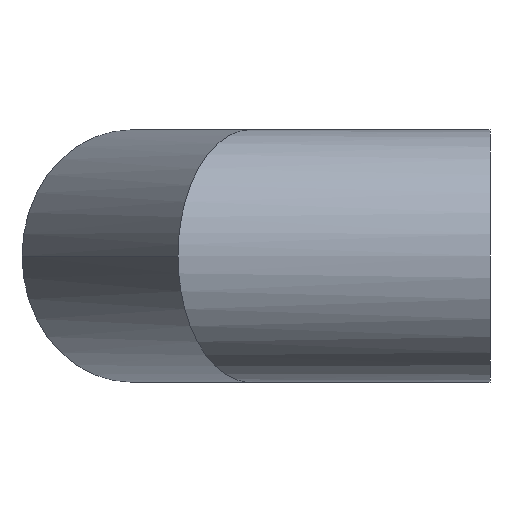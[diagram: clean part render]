
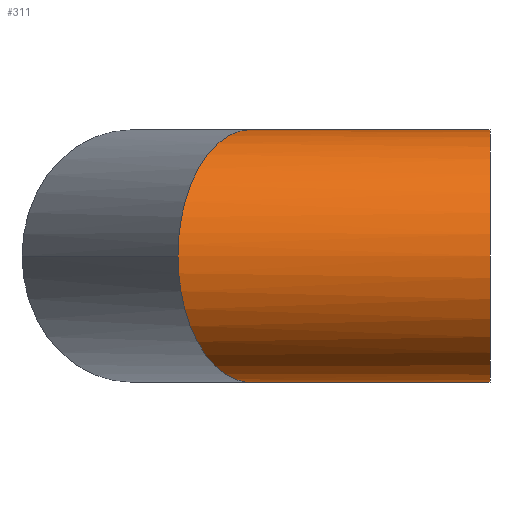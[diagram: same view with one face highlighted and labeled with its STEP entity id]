
A CAD part, left-side view. The second image highlights one B-rep face of the part: STEP entity #311.
In plain terms, the highlighted cylindrical face has radius 112.5 mm (diameter 225 mm), a partial arc.
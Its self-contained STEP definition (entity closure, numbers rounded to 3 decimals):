
#13 = EDGE_CURVE ( 'NONE', #213, #75, #193, .T. ) ;
#23 = CARTESIAN_POINT ( 'NONE',  ( -65.901, 251.381, 112.5 ) ) ;
#34 = VERTEX_POINT ( 'NONE', #99 ) ;
#46 = ORIENTED_EDGE ( 'NONE', *, *, #13, .T. ) ;
#50 = AXIS2_PLACEMENT_3D ( 'NONE', #55, #51, #321 ) ;
#51 = DIRECTION ( 'NONE',  ( 0., 1., 0. ) ) ;
#55 = CARTESIAN_POINT ( 'NONE',  ( 0., 0., 0. ) ) ;
#57 = VERTEX_POINT ( 'NONE', #275 ) ;
#66 =( BOUNDED_CURVE ( )  B_SPLINE_CURVE ( 3, ( #381, #23, #77, #132 ),
 .UNSPECIFIED., .F., .T. ) 
 B_SPLINE_CURVE_WITH_KNOTS ( ( 4, 4 ),
 ( 4.712, 6.283 ),
 .UNSPECIFIED. ) 
 CURVE ( )  GEOMETRIC_REPRESENTATION_ITEM ( )  RATIONAL_B_SPLINE_CURVE ( ( 1., 0.805, 0.805, 1. ) ) 
 REPRESENTATION_ITEM ( '' )  );
#72 = EDGE_CURVE ( 'NONE', #34, #57, #66, .T. ) ;
#75 = VERTEX_POINT ( 'NONE', #353 ) ;
#77 = CARTESIAN_POINT ( 'NONE',  ( -112.5, 278.285, 65.901 ) ) ;
#86 = EDGE_LOOP ( 'NONE', ( #269, #46, #386, #180, #140 ) ) ;
#91 = AXIS2_PLACEMENT_3D ( 'NONE', #185, #154, #367 ) ;
#99 = CARTESIAN_POINT ( 'NONE',  ( 0., 213.333, 112.5 ) ) ;
#108 = LINE ( 'NONE', #224, #281 ) ;
#109 = DIRECTION ( 'NONE',  ( 0., 1., 0. ) ) ;
#116 = CARTESIAN_POINT ( 'NONE',  ( 0., 0., -112.5 ) ) ;
#132 = CARTESIAN_POINT ( 'NONE',  ( -112.5, 278.285, 0. ) ) ;
#140 = ORIENTED_EDGE ( 'NONE', *, *, #246, .T. ) ;
#154 = DIRECTION ( 'NONE',  ( 0., 1., 0. ) ) ;
#162 = LINE ( 'NONE', #384, #183 ) ;
#180 = ORIENTED_EDGE ( 'NONE', *, *, #72, .T. ) ;
#183 = VECTOR ( 'NONE', #109, 1000. ) ;
#185 = CARTESIAN_POINT ( 'NONE',  ( 0., 0., 0. ) ) ;
#193 = CIRCLE ( 'NONE', #91, 112.5 ) ;
#196 = DIRECTION ( 'NONE',  ( 0., 1., 0. ) ) ;
#213 = VERTEX_POINT ( 'NONE', #116 ) ;
#218 =( BOUNDED_CURVE ( )  B_SPLINE_CURVE ( 3, ( #387, #289, #298, #362 ),
 .UNSPECIFIED., .F., .T. ) 
 B_SPLINE_CURVE_WITH_KNOTS ( ( 4, 4 ),
 ( 0., 1.571 ),
 .UNSPECIFIED. ) 
 CURVE ( )  GEOMETRIC_REPRESENTATION_ITEM ( )  RATIONAL_B_SPLINE_CURVE ( ( 1., 0.805, 0.805, 1. ) ) 
 REPRESENTATION_ITEM ( '' )  );
#224 = CARTESIAN_POINT ( 'NONE',  ( 0., 0., -112.5 ) ) ;
#229 = CYLINDRICAL_SURFACE ( 'NONE', #50, 112.5 ) ;
#246 = EDGE_CURVE ( 'NONE', #57, #325, #218, .T. ) ;
#267 = CARTESIAN_POINT ( 'NONE',  ( 0., 213.333, -112.5 ) ) ;
#269 = ORIENTED_EDGE ( 'NONE', *, *, #292, .F. ) ;
#275 = CARTESIAN_POINT ( 'NONE',  ( -112.5, 278.285, 0. ) ) ;
#281 = VECTOR ( 'NONE', #196, 1000. ) ;
#289 = CARTESIAN_POINT ( 'NONE',  ( -112.5, 278.285, -65.901 ) ) ;
#292 = EDGE_CURVE ( 'NONE', #213, #325, #108, .T. ) ;
#298 = CARTESIAN_POINT ( 'NONE',  ( -65.901, 251.381, -112.5 ) ) ;
#311 = ADVANCED_FACE ( 'NONE', ( #326 ), #229, .T. ) ;
#321 = DIRECTION ( 'NONE',  ( 0., 0., 1. ) ) ;
#325 = VERTEX_POINT ( 'NONE', #267 ) ;
#326 = FACE_OUTER_BOUND ( 'NONE', #86, .T. ) ;
#353 = CARTESIAN_POINT ( 'NONE',  ( 0., 0., 112.5 ) ) ;
#362 = CARTESIAN_POINT ( 'NONE',  ( 0., 213.333, -112.5 ) ) ;
#367 = DIRECTION ( 'NONE',  ( 0., 0., 1. ) ) ;
#380 = EDGE_CURVE ( 'NONE', #75, #34, #162, .T. ) ;
#381 = CARTESIAN_POINT ( 'NONE',  ( 0., 213.333, 112.5 ) ) ;
#384 = CARTESIAN_POINT ( 'NONE',  ( 0., 0., 112.5 ) ) ;
#386 = ORIENTED_EDGE ( 'NONE', *, *, #380, .T. ) ;
#387 = CARTESIAN_POINT ( 'NONE',  ( -112.5, 278.285, 0. ) ) ;
